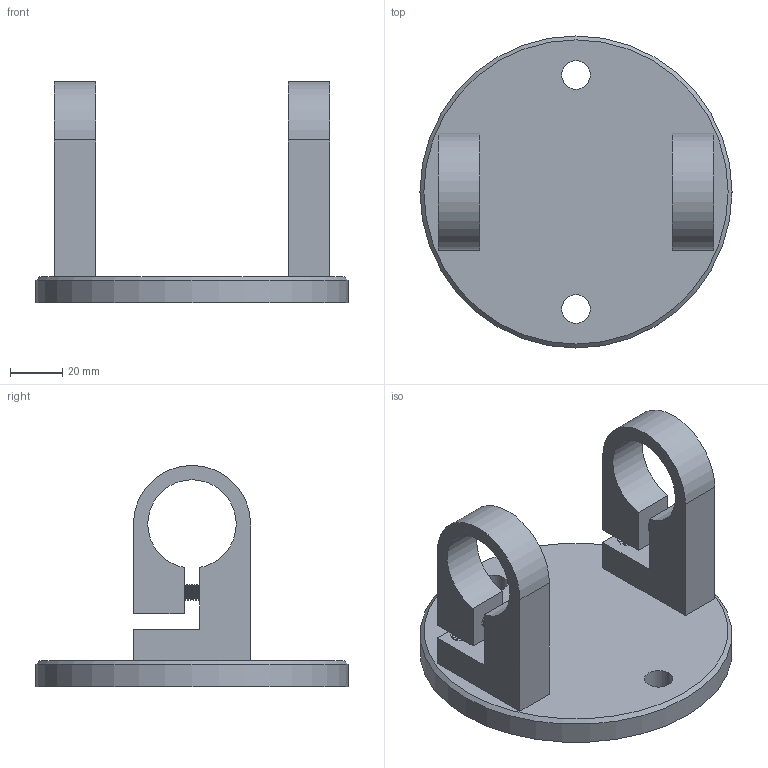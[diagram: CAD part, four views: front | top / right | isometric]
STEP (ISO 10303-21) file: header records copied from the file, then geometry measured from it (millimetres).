
FILE_DESCRIPTION(/* description */ (''),/* implementation_level */ '2;1');
FILE_NAME(/* name */ 'Wandanker_geschlieffen_X236.stp',/* time_stamp */ '2017-07-09T18:07:51+02:00',/* author */ (''),/* organization */ (''),/* preprocessor_version */ 'ST-DEVELOPER v16',/* originating_system */ 'SIEMENS PLM Software NX 11.0',/* authorisation */ '');
FILE_SCHEMA (('AUTOMOTIVE_DESIGN { 1 0 10303 214 3 1 1 1 }'));
Products named in the file (1): Goge27002CBEtxn5
Bounding box: 120 x 120 x 85 mm (x, y, z)
Volume: 171427.2 mm3; surface area: 51821.9 mm2
Topology: 5 solids, 6 shells, 128 faces, 326 edges, 238 vertices
Faces by surface type: plane 70, cylinder 30, bspline 16, cone 12
Full cylindrical faces by diameter (mm): 7.242 x2, 8 x2, 8.5 x3, 9 x3, 11 x2, 12.6 x1, 120 x1
Entity records: 34774 total; most frequent: CARTESIAN_POINT 31795, ORIENTED_EDGE 546, DIRECTION 530, EDGE_CURVE 273, VERTEX_POINT 193, AXIS2_PLACEMENT_3D 188, EDGE_LOOP 176, LINE 154
